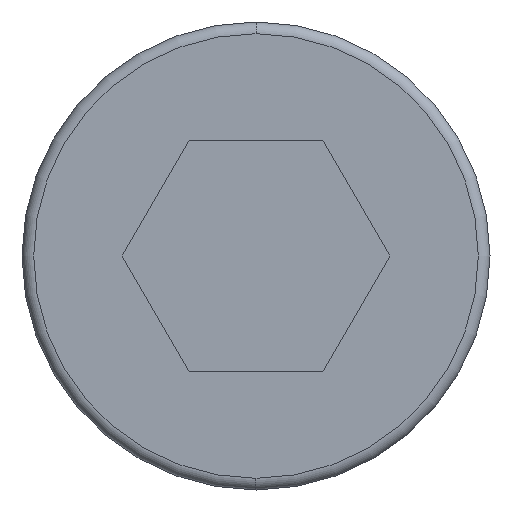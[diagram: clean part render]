
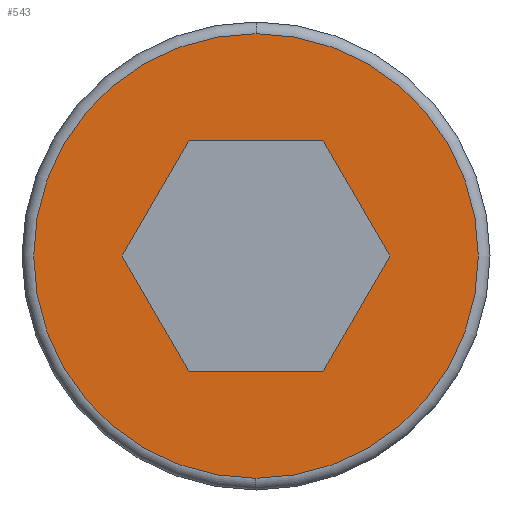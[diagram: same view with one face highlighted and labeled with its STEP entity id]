
A CAD part, left-side view. The second image highlights one B-rep face of the part: STEP entity #543.
In plain terms, the highlighted planar face has unit normal (-1, 0, 0).
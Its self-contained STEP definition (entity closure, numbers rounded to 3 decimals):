
#3 = FACE_BOUND ( 'NONE', #242, .T. ) ;
#9 = VECTOR ( 'NONE', #480, 1000. ) ;
#15 = CARTESIAN_POINT ( 'NONE',  ( 0., -1.43, -2.477 ) ) ;
#16 = EDGE_CURVE ( 'NONE', #89, #53, #552, .T. ) ;
#17 = DIRECTION ( 'NONE',  ( 0., 0., 1. ) ) ;
#26 = DIRECTION ( 'NONE',  ( 0., -1., 0. ) ) ;
#35 = VECTOR ( 'NONE', #187, 1000. ) ;
#46 = CARTESIAN_POINT ( 'NONE',  ( 0., 0., 0. ) ) ;
#53 = VERTEX_POINT ( 'NONE', #446 ) ;
#68 = CARTESIAN_POINT ( 'NONE',  ( 0., 2.86, 0. ) ) ;
#72 = EDGE_CURVE ( 'NONE', #532, #253, #609, .T. ) ;
#74 = ORIENTED_EDGE ( 'NONE', *, *, #175, .F. ) ;
#80 = CARTESIAN_POINT ( 'NONE',  ( 0., 1.43, 2.477 ) ) ;
#85 = VECTOR ( 'NONE', #207, 1000. ) ;
#86 = EDGE_CURVE ( 'NONE', #53, #532, #370, .T. ) ;
#89 = VERTEX_POINT ( 'NONE', #68 ) ;
#104 = DIRECTION ( 'NONE',  ( 0., -0.5, 0.866 ) ) ;
#105 = VERTEX_POINT ( 'NONE', #352 ) ;
#114 = EDGE_CURVE ( 'NONE', #546, #427, #590, .T. ) ;
#122 = DIRECTION ( 'NONE',  ( 0., 0., 1. ) ) ;
#127 = LINE ( 'NONE', #80, #9 ) ;
#135 = CARTESIAN_POINT ( 'NONE',  ( 0., -2.86, 0. ) ) ;
#175 = EDGE_CURVE ( 'NONE', #253, #279, #179, .T. ) ;
#176 = CARTESIAN_POINT ( 'NONE',  ( 0., 2.86, 0. ) ) ;
#179 = LINE ( 'NONE', #135, #35 ) ;
#181 = EDGE_LOOP ( 'NONE', ( #328, #443 ) ) ;
#187 = DIRECTION ( 'NONE',  ( 0., 0.5, 0.866 ) ) ;
#207 = DIRECTION ( 'NONE',  ( 0., 1., 0. ) ) ;
#209 = CARTESIAN_POINT ( 'NONE',  ( 0., -1.43, 2.477 ) ) ;
#210 = EDGE_CURVE ( 'NONE', #105, #89, #127, .T. ) ;
#218 = AXIS2_PLACEMENT_3D ( 'NONE', #557, #266, #122 ) ;
#220 = CARTESIAN_POINT ( 'NONE',  ( 0., -1.43, 2.477 ) ) ;
#227 = LINE ( 'NONE', #209, #85 ) ;
#242 = EDGE_LOOP ( 'NONE', ( #74, #507, #440, #569, #280, #562 ) ) ;
#250 = EDGE_CURVE ( 'NONE', #279, #105, #227, .T. ) ;
#253 = VERTEX_POINT ( 'NONE', #349 ) ;
#266 = DIRECTION ( 'NONE',  ( -1., 0., 0. ) ) ;
#279 = VERTEX_POINT ( 'NONE', #220 ) ;
#280 = ORIENTED_EDGE ( 'NONE', *, *, #210, .F. ) ;
#281 = CARTESIAN_POINT ( 'NONE',  ( 0., 0., 4.75 ) ) ;
#296 = DIRECTION ( 'NONE',  ( -1., 0., 0. ) ) ;
#307 = CARTESIAN_POINT ( 'NONE',  ( 0., 1.43, -2.477 ) ) ;
#328 = ORIENTED_EDGE ( 'NONE', *, *, #553, .T. ) ;
#349 = CARTESIAN_POINT ( 'NONE',  ( 0., -2.86, 0. ) ) ;
#352 = CARTESIAN_POINT ( 'NONE',  ( 0., 1.43, 2.477 ) ) ;
#355 = VECTOR ( 'NONE', #26, 1000. ) ;
#370 = LINE ( 'NONE', #307, #355 ) ;
#408 = CARTESIAN_POINT ( 'NONE',  ( 0., 0., 0. ) ) ;
#417 = AXIS2_PLACEMENT_3D ( 'NONE', #46, #296, #582 ) ;
#427 = VERTEX_POINT ( 'NONE', #281 ) ;
#428 = DIRECTION ( 'NONE',  ( -1., 0., 0. ) ) ;
#440 = ORIENTED_EDGE ( 'NONE', *, *, #86, .F. ) ;
#443 = ORIENTED_EDGE ( 'NONE', *, *, #114, .T. ) ;
#446 = CARTESIAN_POINT ( 'NONE',  ( 0., 1.43, -2.477 ) ) ;
#464 = DIRECTION ( 'NONE',  ( 0., -0.5, -0.866 ) ) ;
#467 = AXIS2_PLACEMENT_3D ( 'NONE', #408, #428, #17 ) ;
#480 = DIRECTION ( 'NONE',  ( 0., 0.5, -0.866 ) ) ;
#483 = FACE_OUTER_BOUND ( 'NONE', #181, .T. ) ;
#493 = CARTESIAN_POINT ( 'NONE',  ( 0., 0., -4.75 ) ) ;
#499 = CARTESIAN_POINT ( 'NONE',  ( 0., -1.43, -2.477 ) ) ;
#507 = ORIENTED_EDGE ( 'NONE', *, *, #72, .F. ) ;
#511 = PLANE ( 'NONE',  #417 ) ;
#518 = VECTOR ( 'NONE', #104, 1000. ) ;
#532 = VERTEX_POINT ( 'NONE', #499 ) ;
#543 = ADVANCED_FACE ( 'NONE', ( #483, #3 ), #511, .T. ) ;
#546 = VERTEX_POINT ( 'NONE', #493 ) ;
#552 = LINE ( 'NONE', #176, #584 ) ;
#553 = EDGE_CURVE ( 'NONE', #427, #546, #588, .T. ) ;
#557 = CARTESIAN_POINT ( 'NONE',  ( 0., 0., 0. ) ) ;
#562 = ORIENTED_EDGE ( 'NONE', *, *, #250, .F. ) ;
#569 = ORIENTED_EDGE ( 'NONE', *, *, #16, .F. ) ;
#582 = DIRECTION ( 'NONE',  ( 0., 0., 1. ) ) ;
#584 = VECTOR ( 'NONE', #464, 1000. ) ;
#588 = CIRCLE ( 'NONE', #467, 4.75 ) ;
#590 = CIRCLE ( 'NONE', #218, 4.75 ) ;
#609 = LINE ( 'NONE', #15, #518 ) ;
